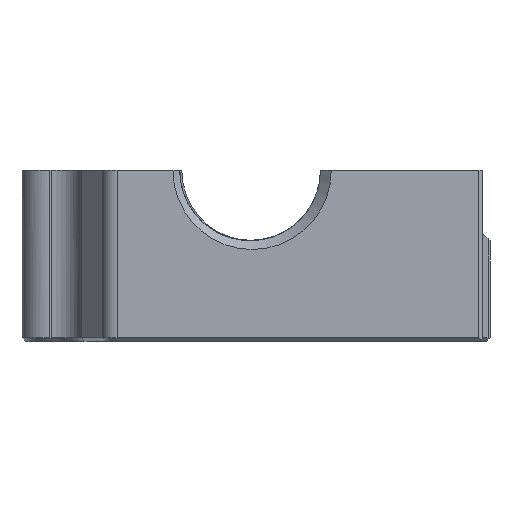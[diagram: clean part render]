
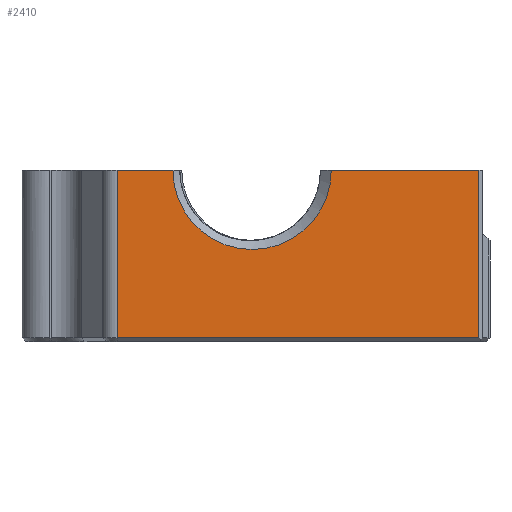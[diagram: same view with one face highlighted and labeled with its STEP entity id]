
A CAD part, front view. The second image highlights one B-rep face of the part: STEP entity #2410.
In plain terms, the highlighted planar face has unit normal (0, -1, 0).
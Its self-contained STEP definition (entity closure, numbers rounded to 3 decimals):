
#68=PLANE('',#2596);
#210=FACE_OUTER_BOUND('',#359,.T.);
#359=EDGE_LOOP('',(#1966,#1967,#1968,#1969,#1970,#1971));
#510=CIRCLE('',#2597,8.05);
#586=LINE('',#3605,#831);
#710=LINE('',#3998,#955);
#711=LINE('',#4001,#956);
#712=LINE('',#4004,#957);
#713=LINE('',#4005,#958);
#831=VECTOR('',#2804,10.);
#955=VECTOR('',#3082,10.);
#956=VECTOR('',#3085,10.);
#957=VECTOR('',#3088,10.);
#958=VECTOR('',#3089,10.);
#1091=VERTEX_POINT('',#3602);
#1092=VERTEX_POINT('',#3604);
#1209=VERTEX_POINT('',#3994);
#1210=VERTEX_POINT('',#3996);
#1211=VERTEX_POINT('',#4000);
#1212=VERTEX_POINT('',#4003);
#1328=EDGE_CURVE('',#1091,#1092,#586,.T.);
#1493=EDGE_CURVE('',#1209,#1210,#710,.T.);
#1494=EDGE_CURVE('',#1211,#1210,#711,.T.);
#1495=EDGE_CURVE('',#1211,#1092,#510,.T.);
#1496=EDGE_CURVE('',#1091,#1212,#712,.T.);
#1497=EDGE_CURVE('',#1212,#1209,#713,.T.);
#1966=ORIENTED_EDGE('',*,*,#1493,.T.);
#1967=ORIENTED_EDGE('',*,*,#1494,.F.);
#1968=ORIENTED_EDGE('',*,*,#1495,.T.);
#1969=ORIENTED_EDGE('',*,*,#1328,.F.);
#1970=ORIENTED_EDGE('',*,*,#1496,.T.);
#1971=ORIENTED_EDGE('',*,*,#1497,.T.);
#2410=ADVANCED_FACE('',(#210),#68,.F.);
#2596=AXIS2_PLACEMENT_3D('',#3999,#3083,#3084);
#2597=AXIS2_PLACEMENT_3D('',#4002,#3086,#3087);
#2804=DIRECTION('',(1.,0.,0.));
#3082=DIRECTION('',(0.,0.,1.));
#3083=DIRECTION('center_axis',(0.,1.,0.));
#3084=DIRECTION('ref_axis',(0.,0.,
1.));
#3085=DIRECTION('',(1.,0.,0.));
#3086=DIRECTION('center_axis',(0.,1.,0.));
#3087=DIRECTION('ref_axis',(0.,0.,
-1.));
#3088=DIRECTION('',(0.,0.,-1.));
#3089=DIRECTION('',(1.,0.,0.));
#3602=CARTESIAN_POINT('',(495.466,73.116,68.139));
#3604=CARTESIAN_POINT('',(501.144,73.116,68.139));
#3605=CARTESIAN_POINT('',(509.215,73.116,68.139));
#3994=CARTESIAN_POINT('',(532.238,73.116,51.125));
#3996=CARTESIAN_POINT('',(532.238,73.116,68.139));
#3998=CARTESIAN_POINT('',(532.238,73.116,67.182));
#3999=CARTESIAN_POINT('Origin',(509.215,73.116,66.225));
#4000=CARTESIAN_POINT('',(517.244,73.116,68.139));
#4001=CARTESIAN_POINT('',(509.215,73.116,68.139));
#4002=CARTESIAN_POINT('Origin',(509.194,73.116,68.139));
#4003=CARTESIAN_POINT('',(495.466,73.116,51.125));
#4004=CARTESIAN_POINT('',(495.466,73.116,78.475));
#4005=CARTESIAN_POINT('',(509.215,73.116,51.125));
